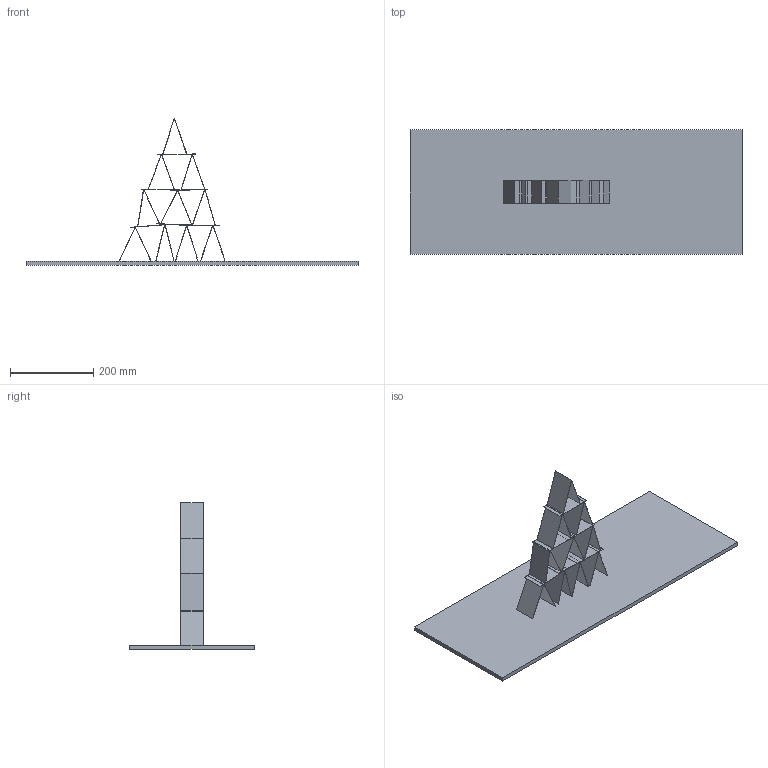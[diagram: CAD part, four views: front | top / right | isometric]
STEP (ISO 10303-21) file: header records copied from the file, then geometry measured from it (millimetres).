
FILE_DESCRIPTION(/* description */ (''),/* implementation_level */ '2;1');
FILE_NAME(/* name */ 'Kartenhaus_0.stp',/* time_stamp */ '2017-05-11T12:08:58+02:00',/* author */ ('Normal'),/* organization */ (''),/* preprocessor_version */ 'ST-DEVELOPER v15.6',/* originating_system */ 'Autodesk Inventor 2015',/* authorisation */ '');
FILE_SCHEMA (('CONFIG_CONTROL_DESIGN'));
Length unit declared in the file: millimetre
Products named in the file (3): Karte_Boden; Karte; Kartenhaus_0
Assembly tree (27 placements, depth 2):
  Kartenhaus_0
    Karte_Boden
    Karte  x26
Bounding box: 800 x 300 x 353.03 mm (x, y, z)
Volume: 2464350 mm3; surface area: 763170 mm2
Topology: 27 solids, 27 shells, 162 faces, 324 edges, 216 vertices
Faces by surface type: plane 162
Entity records: 596 total; most frequent: DIRECTION 108, CARTESIAN_POINT 82, ORIENTED_EDGE 48, AXIS2_PLACEMENT_3D 42, PRODUCT_DEFINITION_SHAPE 30, ITEM_DEFINED_TRANSFORMATION 27, CONTEXT_DEPENDENT_SHAPE_REPRESENTATION 27, NEXT_ASSEMBLY_USAGE_OCCURRENCE 27
